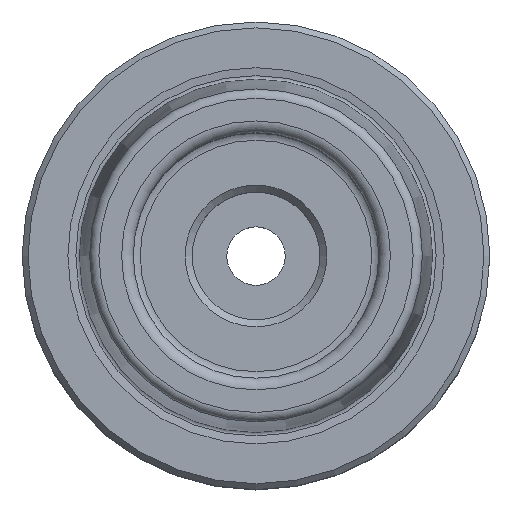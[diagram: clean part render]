
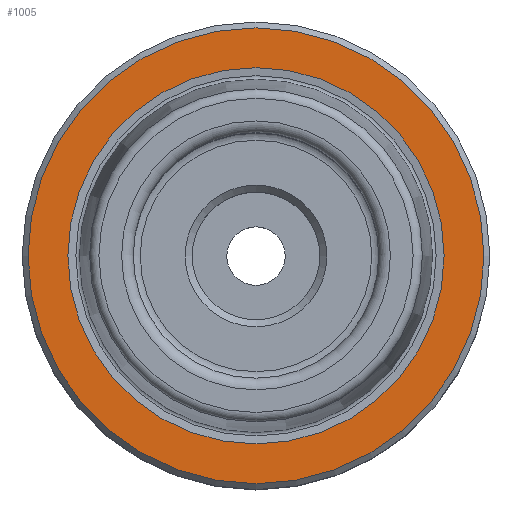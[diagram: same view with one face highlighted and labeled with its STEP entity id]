
A CAD part, top view. The second image highlights one B-rep face of the part: STEP entity #1005.
In plain terms, the highlighted planar face has unit normal (0, 0, 1).
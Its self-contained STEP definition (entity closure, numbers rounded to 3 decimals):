
#57=PLANE('',#1099);
#122=ORIENTED_EDGE('',*,*,#207,.T.);
#123=ORIENTED_EDGE('',*,*,#206,.F.);
#206=EDGE_CURVE('',#262,#262,#318,.T.);
#207=EDGE_CURVE('',#263,#263,#319,.T.);
#262=VERTEX_POINT('',#1470);
#263=VERTEX_POINT('',#1473);
#318=CIRCLE('',#1098,16.094);
#319=CIRCLE('',#1100,19.5);
#402=EDGE_LOOP('',(#122));
#403=EDGE_LOOP('',(#123));
#514=FACE_BOUND('',#402,.T.);
#515=FACE_BOUND('',#403,.T.);
#1005=ADVANCED_FACE('',(#514,#515),#57,.T.);
#1098=AXIS2_PLACEMENT_3D('',#1469,#1274,#1275);
#1099=AXIS2_PLACEMENT_3D('',#1471,#1276,#1277);
#1100=AXIS2_PLACEMENT_3D('',#1472,#1278,#1279);
#1274=DIRECTION('',(0.,0.,1.));
#1275=DIRECTION('',(1.,0.,0.));
#1276=DIRECTION('',(0.,0.,1.));
#1277=DIRECTION('',(1.,0.,0.));
#1278=DIRECTION('',(0.,0.,1.));
#1279=DIRECTION('',(1.,0.,0.));
#1469=CARTESIAN_POINT('',(0.,0.,0.));
#1470=CARTESIAN_POINT('',(16.094,0.,0.));
#1471=CARTESIAN_POINT('',(19.5,0.,0.));
#1472=CARTESIAN_POINT('',(0.,0.,0.));
#1473=CARTESIAN_POINT('',(19.5,0.,0.));
